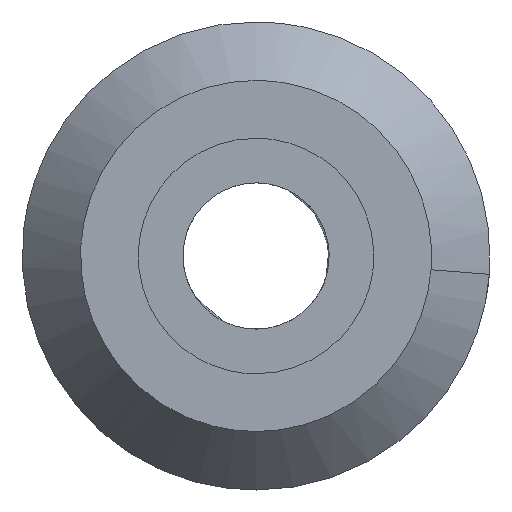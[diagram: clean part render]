
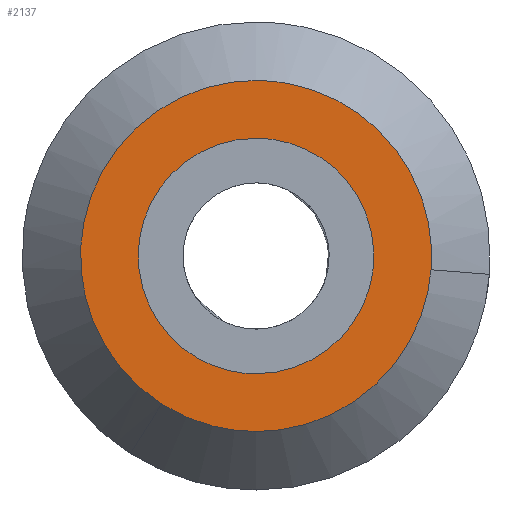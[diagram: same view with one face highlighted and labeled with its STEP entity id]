
A CAD part, front view. The second image highlights one B-rep face of the part: STEP entity #2137.
In plain terms, the highlighted free-form (B-spline) face has degree [1, 1] with [2, 2] control points.
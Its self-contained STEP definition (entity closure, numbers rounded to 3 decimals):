
#516=CARTESIAN_POINT('',(-6.,-7.994,-0.95));
#517=VERTEX_POINT('',#516);
#523=CARTESIAN_POINT('',(-6.,0.0,8.05));
#524=VERTEX_POINT('',#523);
#525=CARTESIAN_POINT('',(-6.,-7.994,-0.95));
#526=CARTESIAN_POINT('',(-6.,-8.05,-0.477));
#527=CARTESIAN_POINT('',(-6.,-8.05,0.0));
#528=CARTESIAN_POINT('',(-6.,-8.05,8.05));
#529=CARTESIAN_POINT('',(-6.,0.0,8.05));
#537=(BOUNDED_CURVE()B_SPLINE_CURVE(2,(#525,#526,#527,#528,#529),.UNSPECIFIED.,.F.,.U.)B_SPLINE_CURVE_WITH_KNOTS((3,2,3),(0.23,0.25,0.5),.UNSPECIFIED.)CURVE()GEOMETRIC_REPRESENTATION_ITEM()RATIONAL_B_SPLINE_CURVE((0.956,0.976,1.0,0.707,1.0))REPRESENTATION_ITEM(''));
#538=EDGE_CURVE('',#517,#524,#537,.T.);
#540=CARTESIAN_POINT('',(-6.,8.035,0.491));
#541=VERTEX_POINT('',#540);
#542=CARTESIAN_POINT('',(-6.,0.0,8.05));
#543=CARTESIAN_POINT('',(-6.,7.573,8.05));
#544=CARTESIAN_POINT('',(-6.,8.035,0.491));
#552=(BOUNDED_CURVE()B_SPLINE_CURVE(2,(#542,#543,#544),.UNSPECIFIED.,.F.,.U.)B_SPLINE_CURVE_WITH_KNOTS((3,3),(0.5,0.739),.UNSPECIFIED.)CURVE()GEOMETRIC_REPRESENTATION_ITEM()RATIONAL_B_SPLINE_CURVE((1.0,0.72,0.976))REPRESENTATION_ITEM(''));
#553=EDGE_CURVE('',#524,#541,#552,.T.);
#627=CARTESIAN_POINT('',(-6.,0.0,-8.05));
#628=VERTEX_POINT('',#627);
#629=CARTESIAN_POINT('',(-6.,8.035,0.491));
#630=CARTESIAN_POINT('',(-6.,8.05,0.246));
#631=CARTESIAN_POINT('',(-6.,8.05,0.0));
#632=CARTESIAN_POINT('',(-6.,8.05,-8.05));
#633=CARTESIAN_POINT('',(-6.,0.0,-8.05));
#641=(BOUNDED_CURVE()B_SPLINE_CURVE(2,(#629,#630,#631,#632,#633),.UNSPECIFIED.,.F.,.U.)B_SPLINE_CURVE_WITH_KNOTS((3,2,3),(0.739,0.75,1.0),.UNSPECIFIED.)CURVE()GEOMETRIC_REPRESENTATION_ITEM()RATIONAL_B_SPLINE_CURVE((0.976,0.988,1.0,0.707,1.0))REPRESENTATION_ITEM(''));
#642=EDGE_CURVE('',#541,#628,#641,.T.);
#644=CARTESIAN_POINT('',(-6.,0.0,-8.05));
#645=CARTESIAN_POINT('',(-6.,-7.15,-8.05));
#646=CARTESIAN_POINT('',(-6.,-7.994,-0.95));
#654=(BOUNDED_CURVE()B_SPLINE_CURVE(2,(#644,#645,#646),.UNSPECIFIED.,.F.,.U.)B_SPLINE_CURVE_WITH_KNOTS((3,3),(0.0,0.23),.UNSPECIFIED.)CURVE()GEOMETRIC_REPRESENTATION_ITEM()RATIONAL_B_SPLINE_CURVE((1.0,0.731,0.956))REPRESENTATION_ITEM(''));
#655=EDGE_CURVE('',#628,#517,#654,.T.);
#904=CARTESIAN_POINT('',(-6.,6.454,-10.116));
#905=VERTEX_POINT('',#904);
#911=CARTESIAN_POINT('',(-6.,0.0,12.));
#912=VERTEX_POINT('',#911);
#913=CARTESIAN_POINT('',(-6.,0.0,12.));
#914=CARTESIAN_POINT('',(-6.,12.,12.));
#915=CARTESIAN_POINT('',(-6.,12.,0.0));
#916=CARTESIAN_POINT('',(-6.,12.,-6.578));
#917=CARTESIAN_POINT('',(-6.,6.454,-10.116));
#925=(BOUNDED_CURVE()B_SPLINE_CURVE(2,(#913,#914,#915,#916,#917),.UNSPECIFIED.,.F.,.U.)B_SPLINE_CURVE_WITH_KNOTS((3,2,3),(0.0,0.25,0.408),.UNSPECIFIED.)CURVE()GEOMETRIC_REPRESENTATION_ITEM()RATIONAL_B_SPLINE_CURVE((1.0,0.707,1.0,0.815,0.864))REPRESENTATION_ITEM(''));
#926=EDGE_CURVE('',#912,#905,#925,.T.);
#928=CARTESIAN_POINT('',(-6.,-11.963,-0.942));
#929=VERTEX_POINT('',#928);
#930=CARTESIAN_POINT('',(-6.,-11.963,-0.942));
#931=CARTESIAN_POINT('',(-6.,-12.,-0.471));
#932=CARTESIAN_POINT('',(-6.,-12.,0.0));
#933=CARTESIAN_POINT('',(-6.,-12.,12.));
#934=CARTESIAN_POINT('',(-6.,0.0,12.));
#942=(BOUNDED_CURVE()B_SPLINE_CURVE(2,(#930,#931,#932,#933,#934),.UNSPECIFIED.,.F.,.U.)B_SPLINE_CURVE_WITH_KNOTS((3,2,3),(0.736,0.75,1.0),.UNSPECIFIED.)CURVE()GEOMETRIC_REPRESENTATION_ITEM()RATIONAL_B_SPLINE_CURVE((0.97,0.984,1.0,0.707,1.0))REPRESENTATION_ITEM(''));
#943=EDGE_CURVE('',#929,#912,#942,.T.);
#1047=CARTESIAN_POINT('',(-6.,0.0,-12.));
#1048=VERTEX_POINT('',#1047);
#1049=CARTESIAN_POINT('',(-6.,0.0,-12.));
#1050=CARTESIAN_POINT('',(-6.,-11.093,-12.));
#1051=CARTESIAN_POINT('',(-6.,-11.963,-0.942));
#1059=(BOUNDED_CURVE()B_SPLINE_CURVE(2,(#1049,#1050,#1051),.UNSPECIFIED.,.F.,.U.)B_SPLINE_CURVE_WITH_KNOTS((3,3),(0.5,0.736),.UNSPECIFIED.)CURVE()GEOMETRIC_REPRESENTATION_ITEM()RATIONAL_B_SPLINE_CURVE((1.0,0.723,0.97))REPRESENTATION_ITEM(''));
#1060=EDGE_CURVE('',#1048,#929,#1059,.T.);
#1062=CARTESIAN_POINT('',(-6.,6.454,-10.116));
#1063=CARTESIAN_POINT('',(-6.,3.502,-12.));
#1064=CARTESIAN_POINT('',(-6.,0.0,-12.));
#1072=(BOUNDED_CURVE()B_SPLINE_CURVE(2,(#1062,#1063,#1064),.UNSPECIFIED.,.F.,.U.)B_SPLINE_CURVE_WITH_KNOTS((3,3),(0.408,0.5),.UNSPECIFIED.)CURVE()GEOMETRIC_REPRESENTATION_ITEM()RATIONAL_B_SPLINE_CURVE((0.864,0.892,1.0))REPRESENTATION_ITEM(''));
#1073=EDGE_CURVE('',#905,#1048,#1072,.T.);
#2120=CARTESIAN_POINT('',(-6.,-13.195,13.199));
#2121=CARTESIAN_POINT('',(-6.,-13.195,-13.199));
#2122=CARTESIAN_POINT('',(-6.,13.194,13.199));
#2123=CARTESIAN_POINT('',(-6.,13.194,-13.199));
#2124=B_SPLINE_SURFACE_WITH_KNOTS('',1,1,((#2120,#2122),(#2121,#2123)),.UNSPECIFIED.,.F.,.F.,.U.,(2,2),(2,2),(0.0,26.398),(0.0,26.389),.UNSPECIFIED.);
#2125=ORIENTED_EDGE('',*,*,#926,.T.);
#2126=ORIENTED_EDGE('',*,*,#1073,.T.);
#2127=ORIENTED_EDGE('',*,*,#1060,.T.);
#2128=ORIENTED_EDGE('',*,*,#943,.T.);
#2129=EDGE_LOOP('',(#2125,#2126,#2127,#2128));
#2130=FACE_OUTER_BOUND('',#2129,.T.);
#2131=ORIENTED_EDGE('',*,*,#553,.F.);
#2132=ORIENTED_EDGE('',*,*,#538,.F.);
#2133=ORIENTED_EDGE('',*,*,#655,.F.);
#2134=ORIENTED_EDGE('',*,*,#642,.F.);
#2135=EDGE_LOOP('',(#2131,#2132,#2133,#2134));
#2136=FACE_BOUND('',#2135,.T.);
#2137=ADVANCED_FACE('',(#2130,#2136),#2124,.F.);
